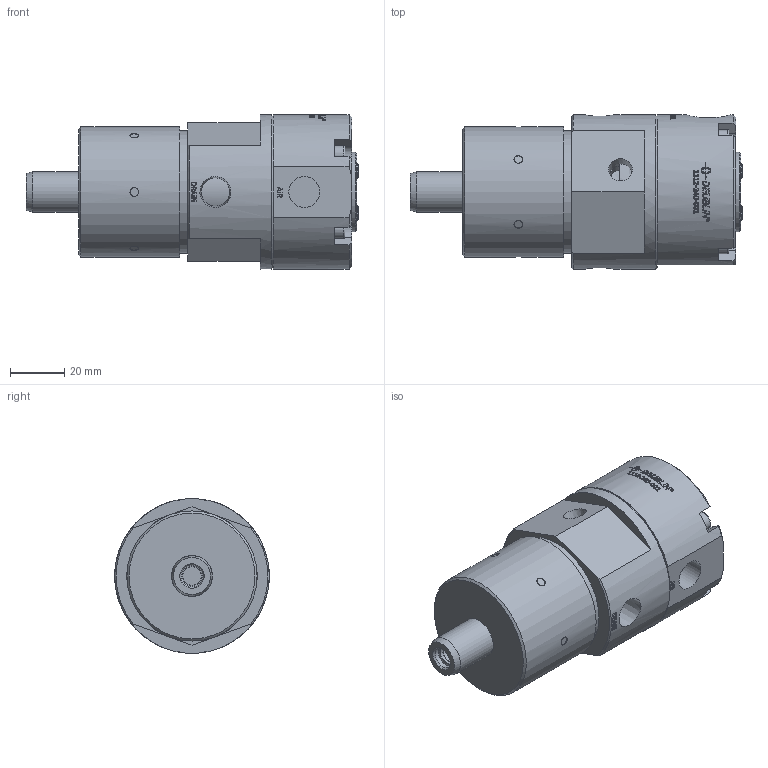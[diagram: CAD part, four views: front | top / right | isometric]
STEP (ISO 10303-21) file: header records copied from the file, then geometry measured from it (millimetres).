
FILE_DESCRIPTION(/* description */ (''),/* implementation_level */ '2;1');
FILE_NAME(/* name */ '1112-240-001-IC.stp',/* time_stamp */ '2020-05-13T10:32:08-05:00',/* author */ ('Moorera'),/* organization */ (''),/* preprocessor_version */ 'ST-DEVELOPER v18.1',/* originating_system */ 'Autodesk Inventor 2020',/* authorisation */ '');
FILE_SCHEMA (('AUTOMOTIVE_DESIGN { 1 0 10303 214 3 1 1 }'));
Products named in the file (1): 1112-240-001-IC
Bounding box: 122.45 x 57 x 57 mm (x, y, z)
Volume: 210980.2 mm3; surface area: 34949.8 mm2
Topology: 3 solids, 19 shells, 989 faces, 2641 edges, 1799 vertices
Faces by surface type: bspline 432, plane 345, cylinder 152, cone 36, torus 24
Full cylindrical faces by diameter (mm): 2.459 x4, 3 x4, 3.2 x6, 3.242 x4, 3.5 x5, 4 x4, 4.6 x4, 5.5 x4, 6 x4, 6.8 x2, 7 x4, 7.176 x4, 8.1 x3, 8.566 x1, 10.32 x4, 10.5 x2, 11.445 x1, 12.9 x4, 14.12 x1, 14.9 x1, 15 x1, 15.2 x1, 29.5 x1, 30 x1, 45 x1, 48.009 x1, 57 x1
Entity records: 49574 total; most frequent: CARTESIAN_POINT 26515, ORIENTED_EDGE 5258, DIRECTION 3703, EDGE_CURVE 2629, VERTEX_POINT 1799, AXIS2_PLACEMENT_3D 1328, EDGE_LOOP 1130, LINE 1047
